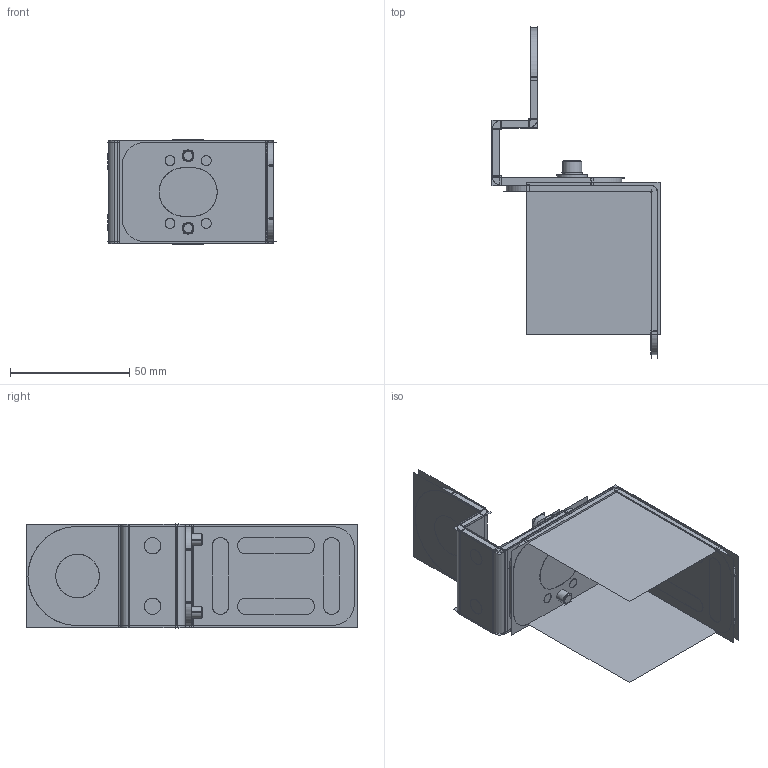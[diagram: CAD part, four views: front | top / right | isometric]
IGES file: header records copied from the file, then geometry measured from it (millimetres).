
Start section:  PTC IGES file: 156740.igs
Global section: file name: 156740.igs; native system: Pro/ENGINEER by Parametric Technology Corporation; preprocessor: 2009141; author: banengservice; organization: Unknown; date: 20111201.124944; units: millimetre
Bounding box: 70.53 x 139.3 x 43.69 mm (x, y, z)
Volume: 24664.6 mm3; surface area: 103698.1 mm2
Topology: 8 solids, 8 shells, 324 faces, 1614 edges, 2044 vertices
Faces by surface type: revolution 178, bspline 146
